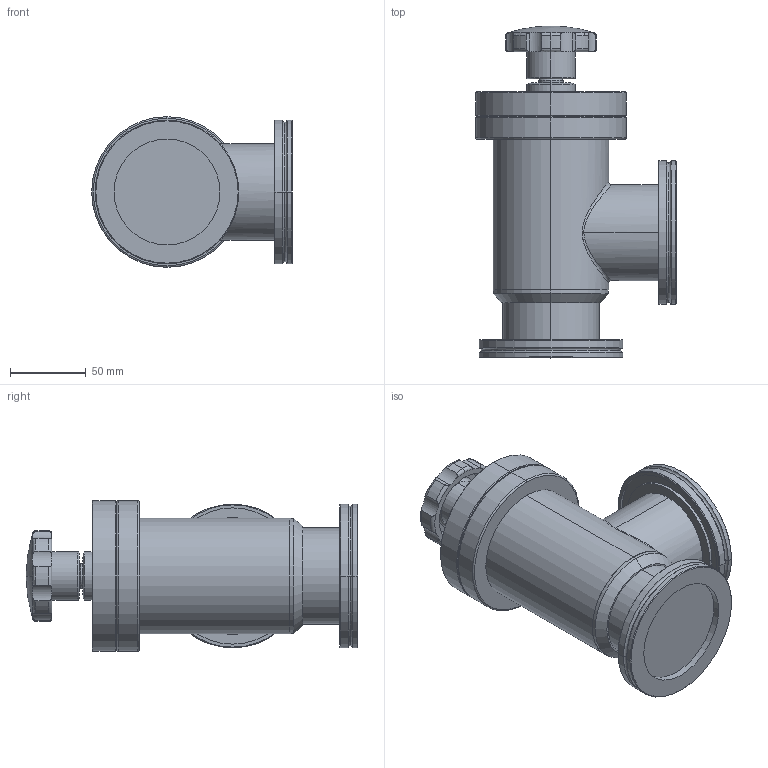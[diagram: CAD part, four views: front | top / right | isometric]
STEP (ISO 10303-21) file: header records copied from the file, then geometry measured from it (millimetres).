
FILE_DESCRIPTION (( 'STEP AP203' ), '1' );
FILE_NAME ('300115040016¥~Æ[¹Ï.STEP', '2018-07-11T08:16:29', ( 'admin' ), ( '' ), 'SwSTEP 2.0', 'SolidWorks 2014', '' );
FILE_SCHEMA (( 'CONFIG_CONTROL_DESIGN' ));
Length unit declared in the file: millimetre
Products named in the file (1): 300115040016外觀圖
Bounding box: 132.55 x 219.3 x 99.5 mm (x, y, z)
Volume: 1102446.9 mm3; surface area: 103769.9 mm2
Topology: 1 solids, 1 shells, 227 faces, 521 edges, 329 vertices
Faces by surface type: cylinder 85, plane 60, torus 38, cone 28, bspline 14, sphere 2
Entity records: 8233 total; most frequent: CARTESIAN_POINT 2987, DIRECTION 1119, ORIENTED_EDGE 1042, EDGE_CURVE 521, AXIS2_PLACEMENT_3D 458, VERTEX_POINT 329, EDGE_LOOP 260, CIRCLE 244
